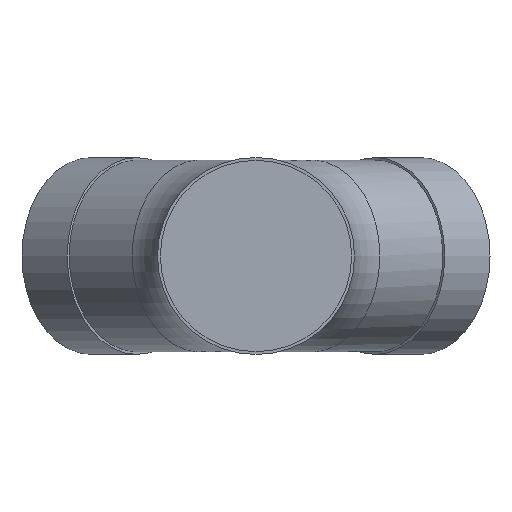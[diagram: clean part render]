
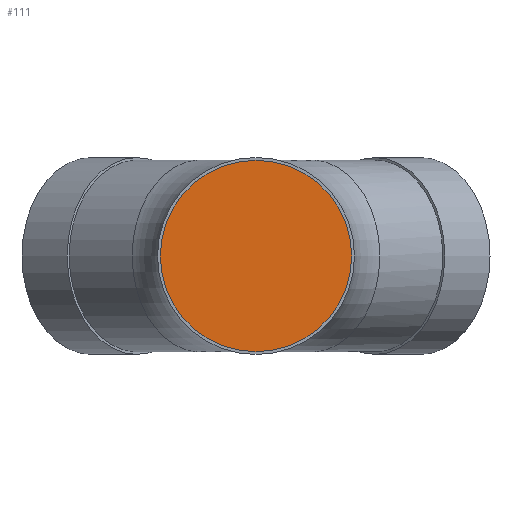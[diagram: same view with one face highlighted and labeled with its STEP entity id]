
A CAD part, front view. The second image highlights one B-rep face of the part: STEP entity #111.
In plain terms, the highlighted planar face has unit normal (0, -1, 0).
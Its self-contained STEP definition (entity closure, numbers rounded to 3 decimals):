
#111 = ADVANCED_FACE( '', ( #225 ), #226, .T. );
#225 = FACE_OUTER_BOUND( '', #329, .T. );
#226 = PLANE( '', #330 );
#329 = EDGE_LOOP( '', ( #478 ) );
#330 = AXIS2_PLACEMENT_3D( '', #479, #480, #481 );
#478 = ORIENTED_EDGE( '', *, *, #522, .T. );
#479 = CARTESIAN_POINT( '', ( 0., 40., 0. ) );
#480 = DIRECTION( '', ( 0., -1., 0. ) );
#481 = DIRECTION( '', ( 0., 0., -1. ) );
#522 = EDGE_CURVE( '', #590, #590, #591, .T. );
#590 = VERTEX_POINT( '', #728 );
#591 = CIRCLE( '', #729, 62.5 );
#728 = CARTESIAN_POINT( '', ( 0., 40., -62.5 ) );
#729 = AXIS2_PLACEMENT_3D( '', #870, #871, #872 );
#870 = CARTESIAN_POINT( '', ( 0., 40., 0. ) );
#871 = DIRECTION( '', ( 0., -1., 0. ) );
#872 = DIRECTION( '', ( 0., 0., -1. ) );
